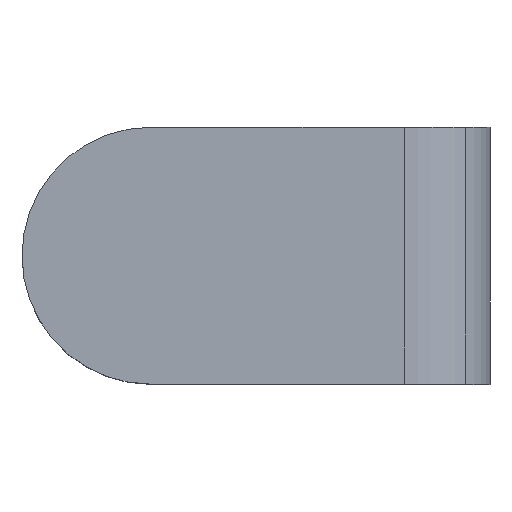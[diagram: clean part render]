
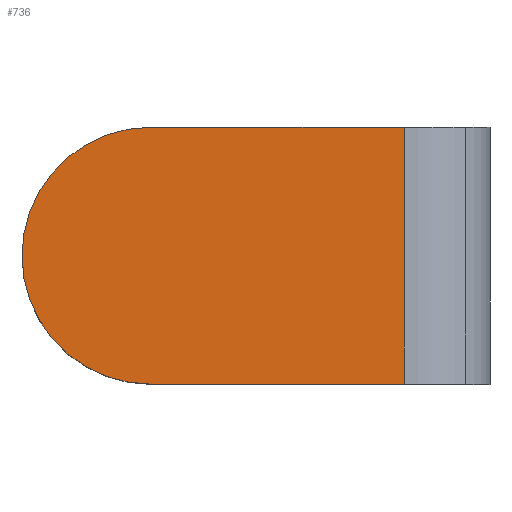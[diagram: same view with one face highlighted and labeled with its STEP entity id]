
A CAD part, top view. The second image highlights one B-rep face of the part: STEP entity #736.
In plain terms, the highlighted planar face has unit normal (0, 0, 1).
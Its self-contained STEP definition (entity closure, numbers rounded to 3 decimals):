
#52 = CARTESIAN_POINT ( 'NONE',  ( -59.5, 0., 0. ) ) ;
#105 = CARTESIAN_POINT ( 'NONE',  ( -15., -22.5, 0. ) ) ;
#252 = DIRECTION ( 'NONE',  ( 1., 0., 0. ) ) ;
#305 = VERTEX_POINT ( 'NONE', #377 ) ;
#316 = ORIENTED_EDGE ( 'NONE', *, *, #2054, .T. ) ;
#356 = FACE_OUTER_BOUND ( 'NONE', #3467, .T. ) ;
#377 = CARTESIAN_POINT ( 'NONE',  ( -59.5, -22.5, 0. ) ) ;
#512 = AXIS2_PLACEMENT_3D ( 'NONE', #52, #3419, #1460 ) ;
#541 = CARTESIAN_POINT ( 'NONE',  ( -82., 22.5, 0. ) ) ;
#594 = EDGE_CURVE ( 'NONE', #2222, #305, #2312, .T. ) ;
#717 = EDGE_CURVE ( 'NONE', #1223, #3610, #3245, .T. ) ;
#736 = ADVANCED_FACE ( 'NONE', ( #356 ), #1500, .F. ) ;
#948 = DIRECTION ( 'NONE',  ( -1., 0., 0. ) ) ;
#950 = EDGE_CURVE ( 'NONE', #3172, #1223, #1411, .T. ) ;
#992 = AXIS2_PLACEMENT_3D ( 'NONE', #2356, #3513, #948 ) ;
#1059 = VECTOR ( 'NONE', #3305, 1000. ) ;
#1090 = ORIENTED_EDGE ( 'NONE', *, *, #950, .F. ) ;
#1223 = VERTEX_POINT ( 'NONE', #1760 ) ;
#1411 = LINE ( 'NONE', #541, #2067 ) ;
#1460 = DIRECTION ( 'NONE',  ( -1., 0., 0. ) ) ;
#1490 = CIRCLE ( 'NONE', #3212, 22.5 ) ;
#1500 = PLANE ( 'NONE',  #992 ) ;
#1533 = CARTESIAN_POINT ( 'NONE',  ( -15., 22.5, 0. ) ) ;
#1760 = CARTESIAN_POINT ( 'NONE',  ( -15., 22.5, 0. ) ) ;
#1865 = CARTESIAN_POINT ( 'NONE',  ( -59.5, 0., 0. ) ) ;
#1942 = VECTOR ( 'NONE', #3278, 1000. ) ;
#2054 = EDGE_CURVE ( 'NONE', #305, #3610, #2200, .T. ) ;
#2067 = VECTOR ( 'NONE', #252, 1000. ) ;
#2107 = EDGE_CURVE ( 'NONE', #3172, #2222, #1490, .T. ) ;
#2157 = ORIENTED_EDGE ( 'NONE', *, *, #717, .F. ) ;
#2200 = LINE ( 'NONE', #3575, #1059 ) ;
#2222 = VERTEX_POINT ( 'NONE', #3408 ) ;
#2312 = CIRCLE ( 'NONE', #512, 22.5 ) ;
#2356 = CARTESIAN_POINT ( 'NONE',  ( -82., 22.5, 0. ) ) ;
#2403 = DIRECTION ( 'NONE',  ( 0., 0., 1. ) ) ;
#2528 = ORIENTED_EDGE ( 'NONE', *, *, #2107, .T. ) ;
#2953 = ORIENTED_EDGE ( 'NONE', *, *, #594, .T. ) ;
#2973 = DIRECTION ( 'NONE',  ( -1., 0., 0. ) ) ;
#3172 = VERTEX_POINT ( 'NONE', #3461 ) ;
#3212 = AXIS2_PLACEMENT_3D ( 'NONE', #1865, #2403, #2973 ) ;
#3245 = LINE ( 'NONE', #1533, #1942 ) ;
#3278 = DIRECTION ( 'NONE',  ( 0., -1., 0. ) ) ;
#3305 = DIRECTION ( 'NONE',  ( 1., 0., 0. ) ) ;
#3408 = CARTESIAN_POINT ( 'NONE',  ( -82., 0., 0. ) ) ;
#3419 = DIRECTION ( 'NONE',  ( 0., 0., 1. ) ) ;
#3461 = CARTESIAN_POINT ( 'NONE',  ( -59.5, 22.5, 0. ) ) ;
#3467 = EDGE_LOOP ( 'NONE', ( #2528, #2953, #316, #2157, #1090 ) ) ;
#3513 = DIRECTION ( 'NONE',  ( 0., 0., -1. ) ) ;
#3575 = CARTESIAN_POINT ( 'NONE',  ( -82., -22.5, 0. ) ) ;
#3610 = VERTEX_POINT ( 'NONE', #105 ) ;
